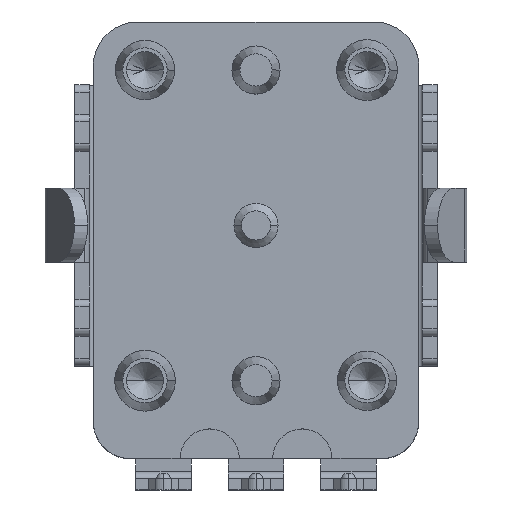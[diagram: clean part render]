
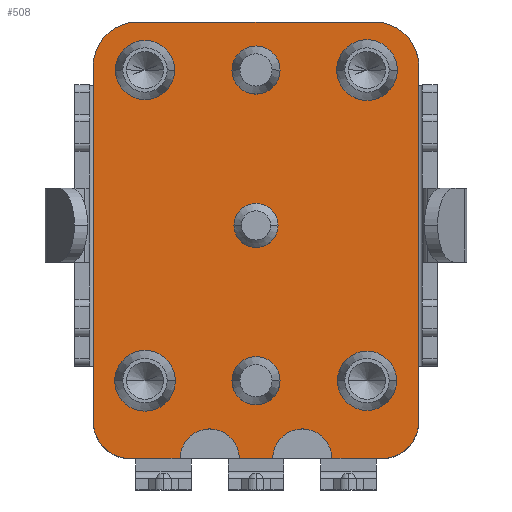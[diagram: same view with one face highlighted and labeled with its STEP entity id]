
A CAD part, top view. The second image highlights one B-rep face of the part: STEP entity #508.
In plain terms, the highlighted planar face has unit normal (0, 0, 1).
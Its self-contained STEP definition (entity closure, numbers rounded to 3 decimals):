
#508=ADVANCED_FACE('NONE',(#1345,#1346,#1347,#1348,#1349,#1350,#1351,#1352),#1353,.T.);
#1345=FACE_OUTER_BOUND('',#2525,.T.);
#1346=FACE_BOUND('',#2526,.T.);
#1347=FACE_BOUND('',#2527,.T.);
#1348=FACE_BOUND('',#2528,.T.);
#1349=FACE_BOUND('',#2529,.T.);
#1350=FACE_BOUND('',#2530,.T.);
#1351=FACE_BOUND('',#2531,.T.);
#1352=FACE_BOUND('',#2532,.T.);
#1353=PLANE('',#2533);
#2525=EDGE_LOOP('',(#4131,#4132,#4133,#4134,#4135,#4136,#4137,#4138,#4139,#4140,#4141,#4142));
#2526=EDGE_LOOP('',(#4143,#4144));
#2527=EDGE_LOOP('',(#4145,#4146));
#2528=EDGE_LOOP('',(#4147,#4148));
#2529=EDGE_LOOP('',(#4149,#4150));
#2530=EDGE_LOOP('',(#4151,#4152));
#2531=EDGE_LOOP('',(#4153,#4154));
#2532=EDGE_LOOP('',(#4155,#4156));
#2533=AXIS2_PLACEMENT_3D('',#4157,#4158,#4159);
#4131=ORIENTED_EDGE('',*,*,#7539,.F.);
#4132=ORIENTED_EDGE('',*,*,#7524,.T.);
#4133=ORIENTED_EDGE('',*,*,#7540,.T.);
#4134=ORIENTED_EDGE('',*,*,#7541,.T.);
#4135=ORIENTED_EDGE('',*,*,#7542,.T.);
#4136=ORIENTED_EDGE('',*,*,#7543,.T.);
#4137=ORIENTED_EDGE('',*,*,#7544,.T.);
#4138=ORIENTED_EDGE('',*,*,#7545,.T.);
#4139=ORIENTED_EDGE('',*,*,#7546,.T.);
#4140=ORIENTED_EDGE('',*,*,#7518,.T.);
#4141=ORIENTED_EDGE('',*,*,#7547,.F.);
#4142=ORIENTED_EDGE('',*,*,#7514,.T.);
#4143=ORIENTED_EDGE('',*,*,#7548,.F.);
#4144=ORIENTED_EDGE('',*,*,#7480,.F.);
#4145=ORIENTED_EDGE('',*,*,#7430,.F.);
#4146=ORIENTED_EDGE('',*,*,#7549,.F.);
#4147=ORIENTED_EDGE('',*,*,#7550,.F.);
#4148=ORIENTED_EDGE('',*,*,#7445,.F.);
#4149=ORIENTED_EDGE('',*,*,#7465,.F.);
#4150=ORIENTED_EDGE('',*,*,#7551,.F.);
#4151=ORIENTED_EDGE('',*,*,#7456,.F.);
#4152=ORIENTED_EDGE('',*,*,#7552,.F.);
#4153=ORIENTED_EDGE('',*,*,#7421,.F.);
#4154=ORIENTED_EDGE('',*,*,#7553,.F.);
#4155=ORIENTED_EDGE('',*,*,#7214,.T.);
#4156=ORIENTED_EDGE('',*,*,#7554,.T.);
#4157=CARTESIAN_POINT('',(-3.2,4.3,4.48));
#4158=DIRECTION('',(0.0,0.0,1.0));
#4159=DIRECTION('',(1.0,0.0,0.0));
#7214=EDGE_CURVE('NONE',#8688,#8686,#8689,.T.);
#7421=EDGE_CURVE('NONE',#9063,#9064,#9065,.T.);
#7430=EDGE_CURVE('NONE',#9078,#9079,#9080,.T.);
#7445=EDGE_CURVE('NONE',#9103,#9105,#9106,.T.);
#7456=EDGE_CURVE('NONE',#9122,#9123,#9124,.T.);
#7465=EDGE_CURVE('NONE',#9137,#9138,#9139,.T.);
#7480=EDGE_CURVE('NONE',#9162,#9164,#9165,.T.);
#7514=EDGE_CURVE('NONE',#9225,#9223,#9226,.T.);
#7518=EDGE_CURVE('NONE',#9233,#9231,#9234,.T.);
#7524=EDGE_CURVE('NONE',#9243,#9241,#9244,.T.);
#7539=EDGE_CURVE('NONE',#9243,#9223,#9271,.T.);
#7540=EDGE_CURVE('NONE',#9241,#9272,#9273,.T.);
#7541=EDGE_CURVE('NONE',#9272,#9274,#9275,.T.);
#7542=EDGE_CURVE('NONE',#9274,#9276,#9277,.T.);
#7543=EDGE_CURVE('NONE',#9276,#9278,#9279,.T.);
#7544=EDGE_CURVE('NONE',#9278,#9280,#9281,.T.);
#7545=EDGE_CURVE('NONE',#9280,#9282,#9283,.T.);
#7546=EDGE_CURVE('NONE',#9282,#9233,#9284,.T.);
#7547=EDGE_CURVE('NONE',#9225,#9231,#9285,.T.);
#7548=EDGE_CURVE('NONE',#9164,#9162,#9286,.T.);
#7549=EDGE_CURVE('NONE',#9079,#9078,#9287,.T.);
#7550=EDGE_CURVE('NONE',#9105,#9103,#9288,.T.);
#7551=EDGE_CURVE('NONE',#9138,#9137,#9289,.T.);
#7552=EDGE_CURVE('NONE',#9123,#9122,#9290,.T.);
#7553=EDGE_CURVE('NONE',#9064,#9063,#9291,.T.);
#7554=EDGE_CURVE('NONE',#8686,#8688,#9292,.T.);
#8686=VERTEX_POINT('NONE',#10814);
#8688=VERTEX_POINT('NONE',#10817);
#8689=CIRCLE('',#10818,0.595);
#9063=VERTEX_POINT('NONE',#11431);
#9064=VERTEX_POINT('NONE',#11432);
#9065=CIRCLE('',#11433,0.65);
#9078=VERTEX_POINT('NONE',#11450);
#9079=VERTEX_POINT('NONE',#11451);
#9080=CIRCLE('',#11452,0.8);
#9103=VERTEX_POINT('NONE',#11481);
#9105=VERTEX_POINT('NONE',#11484);
#9106=CIRCLE('',#11485,0.82);
#9122=VERTEX_POINT('NONE',#11506);
#9123=VERTEX_POINT('NONE',#11507);
#9124=CIRCLE('',#11508,0.65);
#9137=VERTEX_POINT('NONE',#11525);
#9138=VERTEX_POINT('NONE',#11526);
#9139=CIRCLE('',#11527,0.8);
#9162=VERTEX_POINT('NONE',#11556);
#9164=VERTEX_POINT('NONE',#11559);
#9165=CIRCLE('',#11560,0.82);
#9223=VERTEX_POINT('NONE',#11636);
#9225=VERTEX_POINT('NONE',#11639);
#9226=LINE('',#11640,#11641);
#9231=VERTEX_POINT('NONE',#11648);
#9233=VERTEX_POINT('NONE',#11651);
#9234=LINE('',#11652,#11653);
#9241=VERTEX_POINT('NONE',#11664);
#9243=VERTEX_POINT('NONE',#11667);
#9244=LINE('',#11668,#11669);
#9271=CIRCLE('',#11709,0.8);
#9272=VERTEX_POINT('NONE',#11710);
#9273=CIRCLE('',#11711,1.0);
#9274=VERTEX_POINT('NONE',#11712);
#9275=LINE('',#11713,#11714);
#9276=VERTEX_POINT('NONE',#11715);
#9277=CIRCLE('',#11716,1.2);
#9278=VERTEX_POINT('NONE',#11717);
#9279=LINE('',#11718,#11719);
#9280=VERTEX_POINT('NONE',#11720);
#9281=CIRCLE('',#11721,1.2);
#9282=VERTEX_POINT('NONE',#11722);
#9283=LINE('',#11723,#11724);
#9284=CIRCLE('',#11725,1.0);
#9285=CIRCLE('',#11726,0.8);
#9286=CIRCLE('',#11727,0.82);
#9287=CIRCLE('',#11728,0.8);
#9288=CIRCLE('',#11729,0.82);
#9289=CIRCLE('',#11730,0.8);
#9290=CIRCLE('',#11731,0.65);
#9291=CIRCLE('',#11732,0.65);
#9292=CIRCLE('',#11733,0.595);
#10814=CARTESIAN_POINT('',(-0.595,0.,4.48));
#10817=CARTESIAN_POINT('',(0.595,0.,4.48));
#10818=AXIS2_PLACEMENT_3D('',#13823,#13824,#13825);
#11431=CARTESIAN_POINT('',(-0.65,-4.2,4.48));
#11432=CARTESIAN_POINT('',(0.65,-4.2,4.48));
#11433=AXIS2_PLACEMENT_3D('',#14104,#14105,#14106);
#11450=CARTESIAN_POINT('',(2.2,-4.2,4.48));
#11451=CARTESIAN_POINT('',(3.8,-4.2,4.48));
#11452=AXIS2_PLACEMENT_3D('',#14117,#14118,#14119);
#11481=CARTESIAN_POINT('',(-3.82,-4.2,4.48));
#11484=CARTESIAN_POINT('',(-2.18,-4.2,4.48));
#11485=AXIS2_PLACEMENT_3D('',#14139,#14140,#14141);
#11506=CARTESIAN_POINT('',(0.65,4.2,4.48));
#11507=CARTESIAN_POINT('',(-0.65,4.2,4.48));
#11508=AXIS2_PLACEMENT_3D('',#14153,#14154,#14155);
#11525=CARTESIAN_POINT('',(-2.2,4.2,4.48));
#11526=CARTESIAN_POINT('',(-3.8,4.2,4.48));
#11527=AXIS2_PLACEMENT_3D('',#14166,#14167,#14168);
#11556=CARTESIAN_POINT('',(3.82,4.2,4.48));
#11559=CARTESIAN_POINT('',(2.18,4.2,4.48));
#11560=AXIS2_PLACEMENT_3D('',#14188,#14189,#14190);
#11636=CARTESIAN_POINT('',(0.45,-6.3,4.48));
#11639=CARTESIAN_POINT('',(-0.45,-6.3,4.48));
#11640=CARTESIAN_POINT('',(-3.4,-6.3,4.48));
#11641=VECTOR('',#14234,1000.0);
#11648=CARTESIAN_POINT('',(-2.05,-6.3,4.48));
#11651=CARTESIAN_POINT('',(-3.4,-6.3,4.48));
#11652=CARTESIAN_POINT('',(-3.4,-6.3,4.48));
#11653=VECTOR('',#14238,1000.0);
#11664=CARTESIAN_POINT('',(3.4,-6.3,4.48));
#11667=CARTESIAN_POINT('',(2.05,-6.3,4.48));
#11668=CARTESIAN_POINT('',(-3.4,-6.3,4.48));
#11669=VECTOR('',#14244,1000.0);
#11709=AXIS2_PLACEMENT_3D('',#14258,#14259,#14260);
#11710=CARTESIAN_POINT('',(4.4,-5.3,4.48));
#11711=AXIS2_PLACEMENT_3D('',#14261,#14262,#14263);
#11712=CARTESIAN_POINT('',(4.4,4.3,4.48));
#11713=CARTESIAN_POINT('',(4.4,4.3,4.48));
#11714=VECTOR('',#14264,1000.0);
#11715=CARTESIAN_POINT('',(3.2,5.5,4.48));
#11716=AXIS2_PLACEMENT_3D('',#14265,#14266,#14267);
#11717=CARTESIAN_POINT('',(-3.2,5.5,4.48));
#11718=CARTESIAN_POINT('',(-3.2,5.5,4.48));
#11719=VECTOR('',#14268,1000.0);
#11720=CARTESIAN_POINT('',(-4.4,4.3,4.48));
#11721=AXIS2_PLACEMENT_3D('',#14269,#14270,#14271);
#11722=CARTESIAN_POINT('',(-4.4,-5.3,4.48));
#11723=CARTESIAN_POINT('',(-4.4,4.3,4.48));
#11724=VECTOR('',#14272,1000.0);
#11725=AXIS2_PLACEMENT_3D('',#14273,#14274,#14275);
#11726=AXIS2_PLACEMENT_3D('',#14276,#14277,#14278);
#11727=AXIS2_PLACEMENT_3D('',#14279,#14280,#14281);
#11728=AXIS2_PLACEMENT_3D('',#14282,#14283,#14284);
#11729=AXIS2_PLACEMENT_3D('',#14285,#14286,#14287);
#11730=AXIS2_PLACEMENT_3D('',#14288,#14289,#14290);
#11731=AXIS2_PLACEMENT_3D('',#14291,#14292,#14293);
#11732=AXIS2_PLACEMENT_3D('',#14294,#14295,#14296);
#11733=AXIS2_PLACEMENT_3D('',#14297,#14298,#14299);
#13823=CARTESIAN_POINT('',(0.,0.,4.48));
#13824=DIRECTION('',(0.0,0.0,-1.0));
#13825=DIRECTION('',(1.0,0.0,0.0));
#14104=CARTESIAN_POINT('',(0.,-4.2,4.48));
#14105=DIRECTION('',(0.0,0.0,1.0));
#14106=DIRECTION('',(-1.0,0.,0.0));
#14117=CARTESIAN_POINT('',(3.,-4.2,4.48));
#14118=DIRECTION('',(0.,0.,1.0));
#14119=DIRECTION('',(-1.0,0.,0.0));
#14139=CARTESIAN_POINT('',(-3.,-4.2,4.48));
#14140=DIRECTION('',(0.0,0.0,1.0));
#14141=DIRECTION('',(1.0,0.0,0.0));
#14153=CARTESIAN_POINT('',(0.0,4.2,4.48));
#14154=DIRECTION('',(0.0,-0.0,1.0));
#14155=DIRECTION('',(1.0,0.0,0.0));
#14166=CARTESIAN_POINT('',(-3.0,4.2,4.48));
#14167=DIRECTION('',(0.0,-0.0,1.0));
#14168=DIRECTION('',(1.0,0.0,0.0));
#14188=CARTESIAN_POINT('',(3.0,4.2,4.48));
#14189=DIRECTION('',(0.0,0.0,1.0));
#14190=DIRECTION('',(1.0,0.0,0.0));
#14234=DIRECTION('',(1.0,0.,0.0));
#14238=DIRECTION('',(1.0,0.,0.0));
#14244=DIRECTION('',(1.0,0.,0.0));
#14258=CARTESIAN_POINT('',(1.25,-6.3,4.48));
#14259=DIRECTION('',(0.0,0.0,1.0));
#14260=DIRECTION('',(-1.0,0.0,0.0));
#14261=CARTESIAN_POINT('',(3.4,-5.3,4.48));
#14262=DIRECTION('',(0.0,0.0,1.0));
#14263=DIRECTION('',(1.0,0.0,0.0));
#14264=DIRECTION('',(0.,1.0,-0.0));
#14265=CARTESIAN_POINT('',(3.2,4.3,4.48));
#14266=DIRECTION('',(0.0,0.0,1.0));
#14267=DIRECTION('',(-1.0,0.0,0.0));
#14268=DIRECTION('',(-1.0,0.,-0.0));
#14269=CARTESIAN_POINT('',(-3.2,4.3,4.48));
#14270=DIRECTION('',(0.0,0.0,1.0));
#14271=DIRECTION('',(1.0,0.0,0.0));
#14272=DIRECTION('',(0.0,-1.0,0.0));
#14273=CARTESIAN_POINT('',(-3.4,-5.3,4.48));
#14274=DIRECTION('',(0.0,0.0,1.0));
#14275=DIRECTION('',(1.0,0.0,0.0));
#14276=CARTESIAN_POINT('',(-1.25,-6.3,4.48));
#14277=DIRECTION('',(0.0,0.0,1.0));
#14278=DIRECTION('',(-1.0,0.0,0.0));
#14279=CARTESIAN_POINT('',(3.0,4.2,4.48));
#14280=DIRECTION('',(0.0,0.0,1.0));
#14281=DIRECTION('',(1.0,0.0,0.0));
#14282=CARTESIAN_POINT('',(3.,-4.2,4.48));
#14283=DIRECTION('',(0.,0.,1.0));
#14284=DIRECTION('',(-1.0,0.,0.0));
#14285=CARTESIAN_POINT('',(-3.,-4.2,4.48));
#14286=DIRECTION('',(0.0,0.0,1.0));
#14287=DIRECTION('',(1.0,0.0,0.0));
#14288=CARTESIAN_POINT('',(-3.0,4.2,4.48));
#14289=DIRECTION('',(0.0,-0.0,1.0));
#14290=DIRECTION('',(1.0,0.0,0.0));
#14291=CARTESIAN_POINT('',(0.0,4.2,4.48));
#14292=DIRECTION('',(0.0,-0.0,1.0));
#14293=DIRECTION('',(1.0,0.0,0.0));
#14294=CARTESIAN_POINT('',(0.,-4.2,4.48));
#14295=DIRECTION('',(0.0,0.0,1.0));
#14296=DIRECTION('',(-1.0,0.,0.0));
#14297=CARTESIAN_POINT('',(0.,0.,4.48));
#14298=DIRECTION('',(0.0,0.0,-1.0));
#14299=DIRECTION('',(1.0,0.0,0.0));
